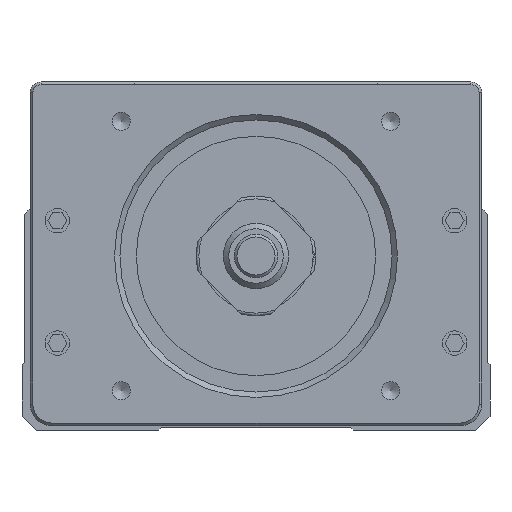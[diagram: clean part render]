
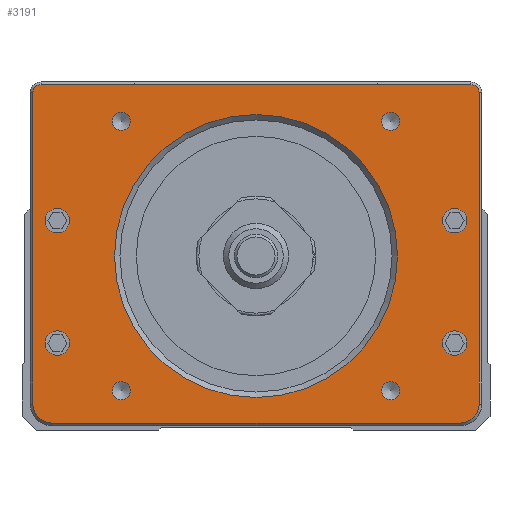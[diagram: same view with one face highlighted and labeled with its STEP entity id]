
A CAD part, front view. The second image highlights one B-rep face of the part: STEP entity #3191.
In plain terms, the highlighted planar face has unit normal (0, -1, 0).
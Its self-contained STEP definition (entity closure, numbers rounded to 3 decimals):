
#1213=FACE_BOUND('',#6880,.T.);
#1214=FACE_BOUND('',#6881,.T.);
#1215=FACE_BOUND('',#6882,.T.);
#1216=FACE_BOUND('',#6883,.T.);
#1217=FACE_BOUND('',#6884,.T.);
#1218=FACE_BOUND('',#6885,.T.);
#1219=FACE_BOUND('',#6886,.T.);
#1220=FACE_BOUND('',#6887,.T.);
#1221=FACE_BOUND('',#6888,.T.);
#1222=FACE_BOUND('',#6889,.T.);
#2071=CIRCLE('',#26956,26.);
#2072=CIRCLE('',#26957,1.65);
#2073=CIRCLE('',#26958,1.65);
#2074=CIRCLE('',#26959,1.65);
#2075=CIRCLE('',#26960,1.65);
#2076=CIRCLE('',#26961,1.5);
#2077=CIRCLE('',#26962,1.5);
#2078=CIRCLE('',#26963,3.5);
#2079=CIRCLE('',#26964,3.5);
#2080=CIRCLE('',#26965,2.25);
#2081=CIRCLE('',#26966,2.25);
#2082=CIRCLE('',#26967,2.25);
#2083=CIRCLE('',#26968,2.25);
#3191=ADVANCED_FACE('',(#1213,#1214,#1215,#1216,#1217,#1218,#1219,#1220,
#1221,#1222),#4355,.F.);
#4355=PLANE('',#26969);
#6880=EDGE_LOOP('',(#12208));
#6881=EDGE_LOOP('',(#12209));
#6882=EDGE_LOOP('',(#12210));
#6883=EDGE_LOOP('',(#12211));
#6884=EDGE_LOOP('',(#12212));
#6885=EDGE_LOOP('',(#12213,#12214,#12215,#12216,#12217,#12218,#12219,#12220));
#6886=EDGE_LOOP('',(#12221));
#6887=EDGE_LOOP('',(#12222));
#6888=EDGE_LOOP('',(#12223));
#6889=EDGE_LOOP('',(#12224));
#12208=ORIENTED_EDGE('',*,*,#19504,.T.);
#12209=ORIENTED_EDGE('',*,*,#19505,.T.);
#12210=ORIENTED_EDGE('',*,*,#19506,.T.);
#12211=ORIENTED_EDGE('',*,*,#19507,.T.);
#12212=ORIENTED_EDGE('',*,*,#19508,.T.);
#12213=ORIENTED_EDGE('',*,*,#19509,.T.);
#12214=ORIENTED_EDGE('',*,*,#19510,.T.);
#12215=ORIENTED_EDGE('',*,*,#19511,.T.);
#12216=ORIENTED_EDGE('',*,*,#19512,.T.);
#12217=ORIENTED_EDGE('',*,*,#19513,.T.);
#12218=ORIENTED_EDGE('',*,*,#19514,.T.);
#12219=ORIENTED_EDGE('',*,*,#19515,.T.);
#12220=ORIENTED_EDGE('',*,*,#19516,.T.);
#12221=ORIENTED_EDGE('',*,*,#19517,.T.);
#12222=ORIENTED_EDGE('',*,*,#19518,.T.);
#12223=ORIENTED_EDGE('',*,*,#19519,.T.);
#12224=ORIENTED_EDGE('',*,*,#19520,.T.);
#16380=VERTEX_POINT('',#41199);
#16381=VERTEX_POINT('',#41201);
#16382=VERTEX_POINT('',#41203);
#16383=VERTEX_POINT('',#41205);
#16384=VERTEX_POINT('',#41207);
#16385=VERTEX_POINT('',#41209);
#16386=VERTEX_POINT('',#41210);
#16387=VERTEX_POINT('',#41212);
#16388=VERTEX_POINT('',#41214);
#16389=VERTEX_POINT('',#41216);
#16390=VERTEX_POINT('',#41218);
#16391=VERTEX_POINT('',#41220);
#16392=VERTEX_POINT('',#41222);
#16393=VERTEX_POINT('',#41225);
#16394=VERTEX_POINT('',#41227);
#16395=VERTEX_POINT('',#41229);
#16396=VERTEX_POINT('',#41231);
#19504=EDGE_CURVE('',#16380,#16380,#2071,.T.);
#19505=EDGE_CURVE('',#16381,#16381,#2072,.T.);
#19506=EDGE_CURVE('',#16382,#16382,#2073,.T.);
#19507=EDGE_CURVE('',#16383,#16383,#2074,.T.);
#19508=EDGE_CURVE('',#16384,#16384,#2075,.T.);
#19509=EDGE_CURVE('',#16385,#16386,#22358,.T.);
#19510=EDGE_CURVE('',#16386,#16387,#2076,.T.);
#19511=EDGE_CURVE('',#16387,#16388,#22359,.T.);
#19512=EDGE_CURVE('',#16388,#16389,#2077,.T.);
#19513=EDGE_CURVE('',#16389,#16390,#22360,.T.);
#19514=EDGE_CURVE('',#16390,#16391,#2078,.T.);
#19515=EDGE_CURVE('',#16391,#16392,#22361,.T.);
#19516=EDGE_CURVE('',#16392,#16385,#2079,.T.);
#19517=EDGE_CURVE('',#16393,#16393,#2080,.T.);
#19518=EDGE_CURVE('',#16394,#16394,#2081,.T.);
#19519=EDGE_CURVE('',#16395,#16395,#2082,.T.);
#19520=EDGE_CURVE('',#16396,#16396,#2083,.T.);
#22358=LINE('',#41208,#24869);
#22359=LINE('',#41213,#24870);
#22360=LINE('',#41217,#24871);
#22361=LINE('',#41221,#24872);
#24869=VECTOR('',#32250,1.);
#24870=VECTOR('',#32253,1.);
#24871=VECTOR('',#32256,1.);
#24872=VECTOR('',#32259,1.);
#26956=AXIS2_PLACEMENT_3D('',#41198,#32240,#32241);
#26957=AXIS2_PLACEMENT_3D('',#41200,#32242,#32243);
#26958=AXIS2_PLACEMENT_3D('',#41202,#32244,#32245);
#26959=AXIS2_PLACEMENT_3D('',#41204,#32246,#32247);
#26960=AXIS2_PLACEMENT_3D('',#41206,#32248,#32249);
#26961=AXIS2_PLACEMENT_3D('',#41211,#32251,#32252);
#26962=AXIS2_PLACEMENT_3D('',#41215,#32254,#32255);
#26963=AXIS2_PLACEMENT_3D('',#41219,#32257,#32258);
#26964=AXIS2_PLACEMENT_3D('',#41223,#32260,#32261);
#26965=AXIS2_PLACEMENT_3D('',#41224,#32262,#32263);
#26966=AXIS2_PLACEMENT_3D('',#41226,#32264,#32265);
#26967=AXIS2_PLACEMENT_3D('',#41228,#32266,#32267);
#26968=AXIS2_PLACEMENT_3D('',#41230,#32268,#32269);
#26969=AXIS2_PLACEMENT_3D('',#41232,#32270,#32271);
#32240=DIRECTION('',(0.,1.,0.));
#32241=DIRECTION('',(0.,0.,1.));
#32242=DIRECTION('',(0.,1.,0.));
#32243=DIRECTION('',(0.,0.,1.));
#32244=DIRECTION('',(0.,1.,0.));
#32245=DIRECTION('',(0.,0.,1.));
#32246=DIRECTION('',(0.,1.,0.));
#32247=DIRECTION('',(0.,0.,1.));
#32248=DIRECTION('',(0.,1.,0.));
#32249=DIRECTION('',(0.,0.,1.));
#32250=DIRECTION('',(0.,0.,1.));
#32251=DIRECTION('',(0.,-1.,0.));
#32252=DIRECTION('',(0.,0.,1.));
#32253=DIRECTION('',(-1.,0.,0.));
#32254=DIRECTION('',(0.,-1.,0.));
#32255=DIRECTION('',(0.,0.,1.));
#32256=DIRECTION('',(0.,0.,-1.));
#32257=DIRECTION('',(0.,-1.,0.));
#32258=DIRECTION('',(0.,0.,1.));
#32259=DIRECTION('',(1.,0.,0.));
#32260=DIRECTION('',(0.,-1.,0.));
#32261=DIRECTION('',(0.,0.,1.));
#32262=DIRECTION('',(0.,1.,0.));
#32263=DIRECTION('',(0.,0.,1.));
#32264=DIRECTION('',(0.,1.,0.));
#32265=DIRECTION('',(0.,0.,1.));
#32266=DIRECTION('',(0.,1.,0.));
#32267=DIRECTION('',(0.,0.,1.));
#32268=DIRECTION('',(0.,1.,0.));
#32269=DIRECTION('',(0.,0.,1.));
#32270=DIRECTION('',(0.,1.,0.));
#32271=DIRECTION('',(0.,0.,-1.));
#41198=CARTESIAN_POINT('',(0.,-236.633,32.));
#41199=CARTESIAN_POINT('',(0.,-236.633,58.));
#41200=CARTESIAN_POINT('',(-24.749,-236.633,56.749));
#41201=CARTESIAN_POINT('',(-24.749,-236.633,58.399));
#41202=CARTESIAN_POINT('',(-24.749,-236.633,7.251));
#41203=CARTESIAN_POINT('',(-24.749,-236.633,8.901));
#41204=CARTESIAN_POINT('',(24.749,-236.633,7.251));
#41205=CARTESIAN_POINT('',(24.749,-236.633,8.901));
#41206=CARTESIAN_POINT('',(24.749,-236.633,56.749));
#41207=CARTESIAN_POINT('',(24.749,-236.633,58.399));
#41208=CARTESIAN_POINT('',(41.,-236.633,60.));
#41209=CARTESIAN_POINT('',(41.,-236.633,4.8));
#41210=CARTESIAN_POINT('',(41.,-236.633,62.));
#41211=CARTESIAN_POINT('',(39.5,-236.633,62.));
#41212=CARTESIAN_POINT('',(39.5,-236.633,63.5));
#41213=CARTESIAN_POINT('',(39.,-236.633,63.5));
#41214=CARTESIAN_POINT('',(-39.5,-236.633,63.5));
#41215=CARTESIAN_POINT('',(-39.5,-236.633,62.));
#41216=CARTESIAN_POINT('',(-41.,-236.633,62.));
#41217=CARTESIAN_POINT('',(-41.,-236.633,60.));
#41218=CARTESIAN_POINT('',(-41.,-236.633,4.8));
#41219=CARTESIAN_POINT('',(-37.5,-236.633,4.8));
#41220=CARTESIAN_POINT('',(-37.5,-236.633,1.3));
#41221=CARTESIAN_POINT('',(39.,-236.633,1.3));
#41222=CARTESIAN_POINT('',(37.5,-236.633,1.3));
#41223=CARTESIAN_POINT('',(37.5,-236.633,4.8));
#41224=CARTESIAN_POINT('',(-36.5,-236.633,38.5));
#41225=CARTESIAN_POINT('',(-36.5,-236.633,40.75));
#41226=CARTESIAN_POINT('',(-36.5,-236.633,16.));
#41227=CARTESIAN_POINT('',(-36.5,-236.633,18.25));
#41228=CARTESIAN_POINT('',(36.5,-236.633,38.5));
#41229=CARTESIAN_POINT('',(36.5,-236.633,40.75));
#41230=CARTESIAN_POINT('',(36.5,-236.633,16.));
#41231=CARTESIAN_POINT('',(36.5,-236.633,18.25));
#41232=CARTESIAN_POINT('',(39.,-236.633,60.));
